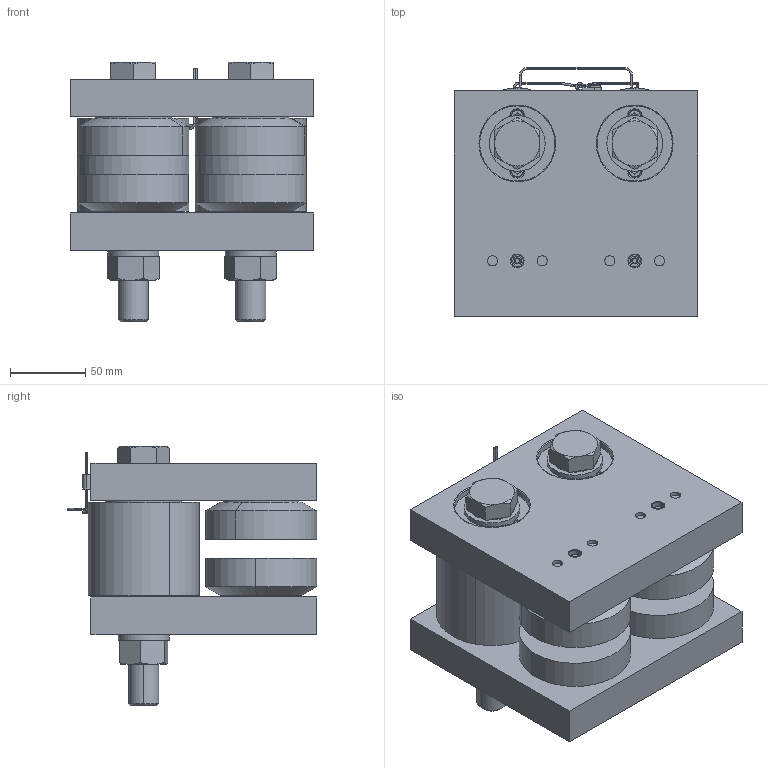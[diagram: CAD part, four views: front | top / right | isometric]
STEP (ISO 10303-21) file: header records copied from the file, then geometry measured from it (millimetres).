
FILE_DESCRIPTION (( 'STEP AP203' ), '1' );
FILE_NAME ('GDN-200(Web—p).STEP', '2025-12-19T04:20:24', ( '' ), ( '' ), 'SwSTEP 2.0', 'SolidWorks 2024', '' );
FILE_SCHEMA (( 'CONFIG_CONTROL_DESIGN' ));
Length unit declared in the file: millimetre
Products named in the file (1): GDN-200(Web用)
Bounding box: 162 x 165.75 x 172.5 mm (x, y, z)
Volume: 2209998.1 mm3; surface area: 220130.8 mm2
Topology: 1 solids, 1 shells, 793 faces, 1966 edges, 1230 vertices
Faces by surface type: plane 323, cylinder 306, cone 138, torus 20, bspline 4, sphere 2
Entity records: 24337 total; most frequent: CARTESIAN_POINT 4862, DIRECTION 4376, ORIENTED_EDGE 3924, EDGE_CURVE 1962, AXIS2_PLACEMENT_3D 1744, VERTEX_POINT 1230, CIRCLE 954, LINE 888
